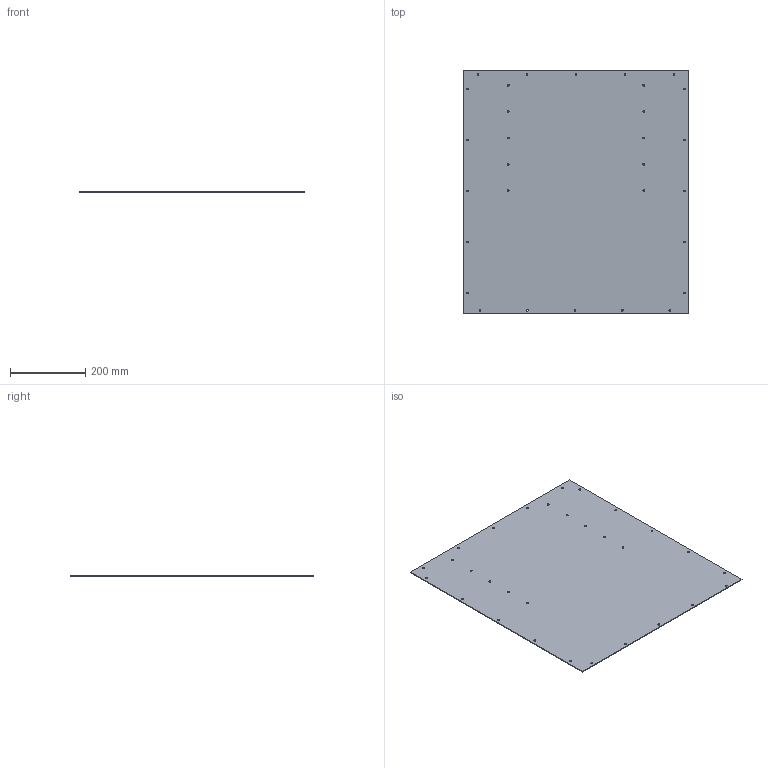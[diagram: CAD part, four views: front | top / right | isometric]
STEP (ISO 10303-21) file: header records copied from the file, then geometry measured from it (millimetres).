
FILE_DESCRIPTION(/* description */ (''),/* implementation_level */ '2;1');
FILE_NAME(/* name */ 'Base.step',/* time_stamp */ '2025-12-08T18:55:15+01:00',/* author */ (''),/* organization */ (''),/* preprocessor_version */ 'ST-DEVELOPER v20.1',/* originating_system */ 'Autodesk Translation Framework v14.17.0.0',/* authorisation */ '');
FILE_SCHEMA (('AUTOMOTIVE_DESIGN { 1 0 10303 214 3 1 1 }'));
Length unit declared in the file: millimetre
Products named in the file (2): PreSonus StudioLive_16.0.2; base
Assembly tree (1 placements, depth 2):
  PreSonus StudioLive_16.0.2
    base
Bounding box: 600 x 646.9 x 2 mm (x, y, z)
Volume: 775294.2 mm3; surface area: 781737.4 mm2
Topology: 1 solids, 1 shells, 276 faces, 822 edges, 548 vertices
Faces by surface type: cylinder 210, bspline 60, plane 6
Full cylindrical faces by diameter (mm): 4.234 x30, 5.12 x35
Entity records: 28386 total; most frequent: CARTESIAN_POINT 21929, ORIENTED_EDGE 1644, DIRECTION 840, EDGE_CURVE 822, VERTEX_POINT 548, B_SPLINE_CURVE_WITH_KNOTS 540, AXIS2_PLACEMENT_3D 339, EDGE_LOOP 336
